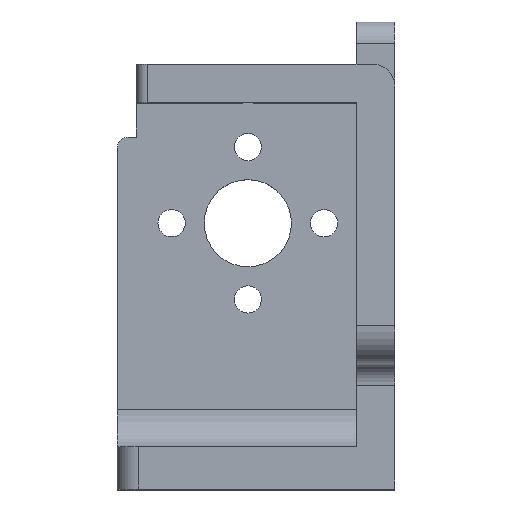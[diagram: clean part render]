
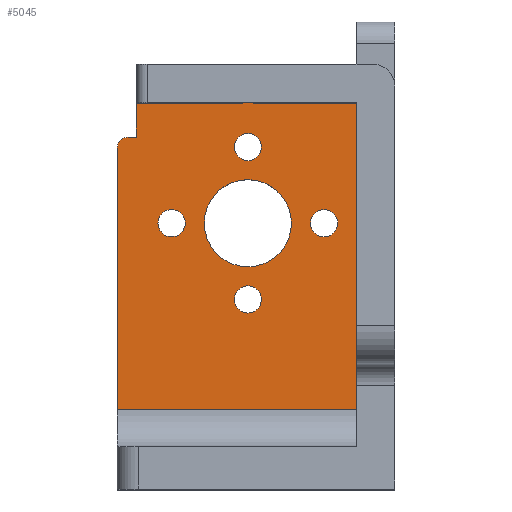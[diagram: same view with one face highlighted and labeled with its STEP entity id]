
A CAD part, top view. The second image highlights one B-rep face of the part: STEP entity #5045.
In plain terms, the highlighted planar face has unit normal (0, 0, 1).
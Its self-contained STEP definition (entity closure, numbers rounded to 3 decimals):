
#98=CIRCLE('',#5255,1.25);
#99=CIRCLE('',#5257,1.25);
#100=CIRCLE('',#5259,1.25);
#101=CIRCLE('',#5261,4.);
#102=CIRCLE('',#5263,1.25);
#109=CIRCLE('',#5282,1.);
#155=FACE_BOUND('',#800,.T.);
#156=FACE_BOUND('',#801,.T.);
#157=FACE_BOUND('',#802,.T.);
#158=FACE_BOUND('',#803,.T.);
#159=FACE_BOUND('',#804,.T.);
#283=PLANE('',#5281);
#521=FACE_OUTER_BOUND('',#799,.T.);
#799=EDGE_LOOP('',(#4462,#4463,#4464,#4465,#4466,#4467,#4468,#4469,#4470,
#4471,#4472,#4473,#4474,#4475,#4476,#4477,#4478,#4479,#4480));
#800=EDGE_LOOP('',(#4481));
#801=EDGE_LOOP('',(#4482));
#802=EDGE_LOOP('',(#4483));
#803=EDGE_LOOP('',(#4484));
#804=EDGE_LOOP('',(#4485));
#1186=LINE('',#8889,#1670);
#1194=LINE('',#8915,#1678);
#1210=LINE('',#8969,#1694);
#1216=LINE('',#8986,#1700);
#1256=LINE('',#9117,#1740);
#1262=LINE('',#9129,#1746);
#1264=LINE('',#9132,#1748);
#1265=LINE('',#9135,#1749);
#1270=LINE('',#9150,#1754);
#1276=LINE('',#9169,#1760);
#1279=LINE('',#9174,#1763);
#1280=LINE('',#9176,#1764);
#1281=LINE('',#9178,#1765);
#1282=LINE('',#9180,#1766);
#1283=LINE('',#9184,#1767);
#1284=LINE('',#9185,#1768);
#1285=LINE('',#9187,#1769);
#1286=LINE('',#9188,#1770);
#1670=VECTOR('',#5848,10.);
#1678=VECTOR('',#5866,10.);
#1694=VECTOR('',#5922,10.);
#1700=VECTOR('',#5936,10.);
#1740=VECTOR('',#6072,10.);
#1746=VECTOR('',#6080,10.);
#1748=VECTOR('',#6084,10.);
#1749=VECTOR('',#6087,10.);
#1754=VECTOR('',#6100,10.);
#1760=VECTOR('',#6120,10.);
#1763=VECTOR('',#6127,10.);
#1764=VECTOR('',#6130,10.);
#1765=VECTOR('',#6131,10.);
#1766=VECTOR('',#6132,10.);
#1767=VECTOR('',#6135,10.);
#1768=VECTOR('',#6136,10.);
#1769=VECTOR('',#6137,10.);
#1770=VECTOR('',#6138,10.);
#2356=VERTEX_POINT('',#8886);
#2357=VERTEX_POINT('',#8888);
#2368=VERTEX_POINT('',#8911);
#2370=VERTEX_POINT('',#8914);
#2387=VERTEX_POINT('',#8966);
#2388=VERTEX_POINT('',#8968);
#2395=VERTEX_POINT('',#8984);
#2431=VERTEX_POINT('',#9093);
#2432=VERTEX_POINT('',#9097);
#2433=VERTEX_POINT('',#9101);
#2434=VERTEX_POINT('',#9105);
#2435=VERTEX_POINT('',#9109);
#2436=VERTEX_POINT('',#9113);
#2438=VERTEX_POINT('',#9116);
#2441=VERTEX_POINT('',#9123);
#2443=VERTEX_POINT('',#9127);
#2444=VERTEX_POINT('',#9134);
#2450=VERTEX_POINT('',#9148);
#2456=VERTEX_POINT('',#9168);
#2457=VERTEX_POINT('',#9177);
#2458=VERTEX_POINT('',#9179);
#2459=VERTEX_POINT('',#9181);
#2460=VERTEX_POINT('',#9183);
#2461=VERTEX_POINT('',#9186);
#3016=EDGE_CURVE('',#2357,#2356,#1186,.T.);
#3029=EDGE_CURVE('',#2370,#2368,#1194,.T.);
#3054=EDGE_CURVE('',#2388,#2387,#1210,.T.);
#3063=EDGE_CURVE('',#2395,#2387,#1216,.T.);
#3118=EDGE_CURVE('',#2431,#2431,#98,.T.);
#3120=EDGE_CURVE('',#2432,#2432,#99,.T.);
#3122=EDGE_CURVE('',#2433,#2433,#100,.T.);
#3124=EDGE_CURVE('',#2434,#2434,#101,.T.);
#3126=EDGE_CURVE('',#2435,#2435,#102,.T.);
#3128=EDGE_CURVE('',#2436,#2438,#1256,.T.);
#3134=EDGE_CURVE('',#2441,#2443,#1262,.T.);
#3136=EDGE_CURVE('',#2443,#2438,#1264,.T.);
#3137=EDGE_CURVE('',#2444,#2441,#1265,.T.);
#3145=EDGE_CURVE('',#2436,#2450,#1270,.T.);
#3154=EDGE_CURVE('',#2357,#2456,#1276,.T.);
#3157=EDGE_CURVE('',#2356,#2388,#1279,.T.);
#3158=EDGE_CURVE('',#2395,#2444,#1280,.T.);
#3159=EDGE_CURVE('',#2450,#2457,#1281,.T.);
#3160=EDGE_CURVE('',#2457,#2458,#1282,.T.);
#3161=EDGE_CURVE('',#2459,#2458,#109,.T.);
#3162=EDGE_CURVE('',#2460,#2459,#1283,.T.);
#3163=EDGE_CURVE('',#2370,#2460,#1284,.T.);
#3164=EDGE_CURVE('',#2368,#2461,#1285,.T.);
#3165=EDGE_CURVE('',#2461,#2456,#1286,.T.);
#4462=ORIENTED_EDGE('',*,*,#3154,.F.);
#4463=ORIENTED_EDGE('',*,*,#3016,.T.);
#4464=ORIENTED_EDGE('',*,*,#3157,.T.);
#4465=ORIENTED_EDGE('',*,*,#3054,.T.);
#4466=ORIENTED_EDGE('',*,*,#3063,.F.);
#4467=ORIENTED_EDGE('',*,*,#3158,.T.);
#4468=ORIENTED_EDGE('',*,*,#3137,.T.);
#4469=ORIENTED_EDGE('',*,*,#3134,.T.);
#4470=ORIENTED_EDGE('',*,*,#3136,.T.);
#4471=ORIENTED_EDGE('',*,*,#3128,.F.);
#4472=ORIENTED_EDGE('',*,*,#3145,.T.);
#4473=ORIENTED_EDGE('',*,*,#3159,.T.);
#4474=ORIENTED_EDGE('',*,*,#3160,.T.);
#4475=ORIENTED_EDGE('',*,*,#3161,.F.);
#4476=ORIENTED_EDGE('',*,*,#3162,.F.);
#4477=ORIENTED_EDGE('',*,*,#3163,.F.);
#4478=ORIENTED_EDGE('',*,*,#3029,.T.);
#4479=ORIENTED_EDGE('',*,*,#3164,.T.);
#4480=ORIENTED_EDGE('',*,*,#3165,.T.);
#4481=ORIENTED_EDGE('',*,*,#3118,.T.);
#4482=ORIENTED_EDGE('',*,*,#3120,.T.);
#4483=ORIENTED_EDGE('',*,*,#3122,.T.);
#4484=ORIENTED_EDGE('',*,*,#3124,.T.);
#4485=ORIENTED_EDGE('',*,*,#3126,.T.);
#5045=ADVANCED_FACE('',(#521,#155,#156,#157,#158,#159),#283,.T.);
#5255=AXIS2_PLACEMENT_3D('',#9095,#6047,#6048);
#5257=AXIS2_PLACEMENT_3D('',#9099,#6052,#6053);
#5259=AXIS2_PLACEMENT_3D('',#9103,#6057,#6058);
#5261=AXIS2_PLACEMENT_3D('',#9107,#6062,#6063);
#5263=AXIS2_PLACEMENT_3D('',#9111,#6067,#6068);
#5281=AXIS2_PLACEMENT_3D('',#9175,#6128,#6129);
#5282=AXIS2_PLACEMENT_3D('',#9182,#6133,#6134);
#5848=DIRECTION('',(0.,1.,0.));
#5866=DIRECTION('',(0.,1.,0.));
#5922=DIRECTION('',(0.,1.,0.));
#5936=DIRECTION('',(1.,0.,0.));
#6047=DIRECTION('center_axis',(0.,0.,-1.));
#6048=DIRECTION('ref_axis',(1.,0.,0.));
#6052=DIRECTION('center_axis',(0.,0.,-1.));
#6053=DIRECTION('ref_axis',(1.,0.,0.));
#6057=DIRECTION('center_axis',(0.,0.,-1.));
#6058=DIRECTION('ref_axis',(1.,0.,0.));
#6062=DIRECTION('center_axis',(0.,0.,-1.));
#6063=DIRECTION('ref_axis',(1.,0.,0.));
#6067=DIRECTION('center_axis',(0.,0.,-1.));
#6068=DIRECTION('ref_axis',(1.,0.,0.));
#6072=DIRECTION('',(0.,1.,0.));
#6080=DIRECTION('',(0.,1.,0.));
#6084=DIRECTION('',(-1.,0.,0.));
#6087=DIRECTION('',(-1.,0.,0.));
#6100=DIRECTION('',(-1.,0.,0.));
#6120=DIRECTION('',(-1.,0.,0.));
#6127=DIRECTION('',(-1.,0.,0.));
#6128=DIRECTION('center_axis',(0.,0.,1.));
#6129=DIRECTION('ref_axis',(1.,0.,0.));
#6130=DIRECTION('',(0.,-1.,0.));
#6131=DIRECTION('',(0.,-1.,0.));
#6132=DIRECTION('',(-1.,0.,0.));
#6133=DIRECTION('center_axis',(0.,0.,-1.));
#6134=DIRECTION('ref_axis',(-0.707,0.707,0.));
#6135=DIRECTION('',(0.,1.,0.));
#6136=DIRECTION('',(-1.,0.,0.));
#6137=DIRECTION('',(-1.,0.,0.));
#6138=DIRECTION('',(0.,1.,0.));
#8886=CARTESIAN_POINT('',(13.502,28.9,-28.631));
#8888=CARTESIAN_POINT('',(13.502,28.4,-28.631));
#8889=CARTESIAN_POINT('',(13.502,16.,-28.631));
#8911=CARTESIAN_POINT('',(13.502,15.4,-28.631));
#8914=CARTESIAN_POINT('',(13.502,3.9,-28.631));
#8915=CARTESIAN_POINT('',(13.502,0.,-28.631));
#8966=CARTESIAN_POINT('',(10.261,35.5,-28.631));
#8968=CARTESIAN_POINT('',(10.261,28.9,-28.631));
#8969=CARTESIAN_POINT('',(10.261,16.,-28.631));
#8984=CARTESIAN_POINT('',(10.252,35.5,-28.631));
#8986=CARTESIAN_POINT('',(-5.625,35.5,-28.631));
#9093=CARTESIAN_POINT('',(5.75,21.,-28.631));
#9095=CARTESIAN_POINT('Origin',(7.,21.,-28.631));
#9097=CARTESIAN_POINT('',(-1.25,28.,-28.631));
#9099=CARTESIAN_POINT('Origin',(0.,28.,-28.631));
#9101=CARTESIAN_POINT('',(-8.25,21.,-28.631));
#9103=CARTESIAN_POINT('Origin',(-7.,21.,-28.631));
#9105=CARTESIAN_POINT('',(-4.,21.,-28.631));
#9107=CARTESIAN_POINT('Origin',(0.,21.,-28.631));
#9109=CARTESIAN_POINT('',(-1.25,14.,-28.631));
#9111=CARTESIAN_POINT('Origin',(0.,14.,-28.631));
#9113=CARTESIAN_POINT('',(-0.498,32.,-28.631));
#9116=CARTESIAN_POINT('',(-0.498,33.,-28.631));
#9117=CARTESIAN_POINT('',(-0.498,32.,-28.631));
#9123=CARTESIAN_POINT('',(0.531,32.,-28.631));
#9127=CARTESIAN_POINT('',(0.531,33.,-28.631));
#9129=CARTESIAN_POINT('',(0.531,32.,-28.631));
#9132=CARTESIAN_POINT('',(-12.,33.,-28.631));
#9134=CARTESIAN_POINT('',(10.252,32.,-28.631));
#9135=CARTESIAN_POINT('',(-5.999,32.,-28.631));
#9148=CARTESIAN_POINT('',(-10.248,32.,-28.631));
#9150=CARTESIAN_POINT('',(-5.999,32.,-28.631));
#9168=CARTESIAN_POINT('',(10.002,28.4,-28.631));
#9169=CARTESIAN_POINT('',(13.502,28.4,-28.631));
#9174=CARTESIAN_POINT('',(-0.059,28.9,-28.631));
#9175=CARTESIAN_POINT('Origin',(-12.,0.,-28.631));
#9176=CARTESIAN_POINT('',(10.252,16.,-28.631));
#9177=CARTESIAN_POINT('',(-10.248,28.9,-28.631));
#9178=CARTESIAN_POINT('',(-10.248,16.,-28.631));
#9179=CARTESIAN_POINT('',(-11.,28.9,-28.631));
#9180=CARTESIAN_POINT('',(-11.562,28.9,-28.631));
#9181=CARTESIAN_POINT('',(-12.,27.9,-28.631));
#9182=CARTESIAN_POINT('Origin',(-11.,27.9,-28.631));
#9183=CARTESIAN_POINT('',(-12.,3.9,-28.631));
#9184=CARTESIAN_POINT('',(-12.,0.,-28.631));
#9185=CARTESIAN_POINT('',(-5.625,3.9,-28.631));
#9186=CARTESIAN_POINT('',(10.002,15.4,-28.631));
#9187=CARTESIAN_POINT('',(0.751,15.4,-28.631));
#9188=CARTESIAN_POINT('',(10.002,9.45,-28.631));
